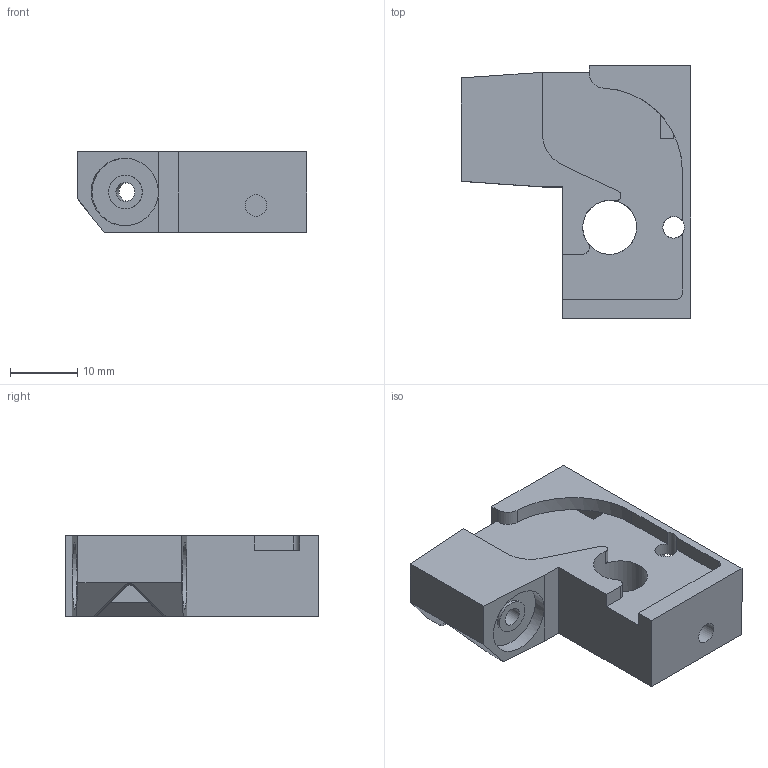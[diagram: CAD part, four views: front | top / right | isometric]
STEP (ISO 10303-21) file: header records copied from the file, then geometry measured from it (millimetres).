
FILE_DESCRIPTION(/* description */ (''),/* implementation_level */ '2;1');
FILE_NAME(/* name */ 'idler_left.step',/* time_stamp */ '2016-03-01T13:47:44+01:00',/* author */ (''),/* organization */ (''),/* preprocessor_version */ 'ST-DEVELOPER v16.2',/* originating_system */ 'Autodesk Translation Framework v4.3.0.3010',/* authorisation */ '');
FILE_SCHEMA (('AUTOMOTIVE_DESIGN { 1 0 10303 214 3 1 1 }'));
Length unit declared in the file: centimetre
Products named in the file (2): idler_left v13; idler_right v3
Assembly tree (1 placements, depth 2):
  idler_left v13
    idler_right v3
Bounding box: 34 x 37.5 x 12 mm (x, y, z)
Volume: 8576.1 mm3; surface area: 4899.9 mm2
Topology: 1 solids, 1 shells, 80 faces, 217 edges, 145 vertices
Faces by surface type: plane 56, cylinder 23, bspline 1
Full cylindrical faces by diameter (mm): 2.8 x2, 2.9 x1, 3.2 x6, 5 x2, 8 x1, 10 x2
Entity records: 2481 total; most frequent: CARTESIAN_POINT 439, DIRECTION 417, ORIENTED_EDGE 390, EDGE_CURVE 195, AXIS2_PLACEMENT_3D 140, LINE 137, VECTOR 137, VERTEX_POINT 137
